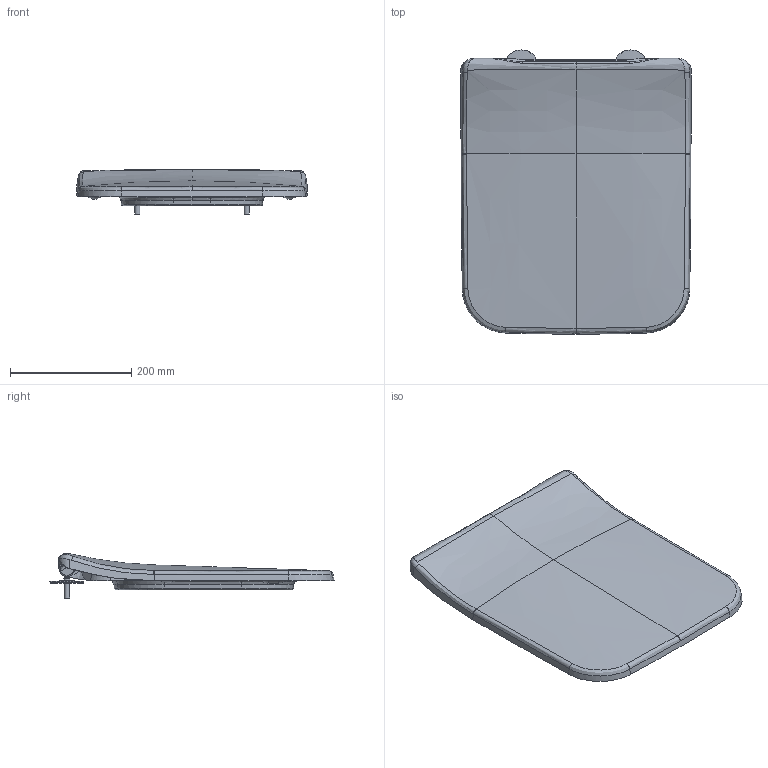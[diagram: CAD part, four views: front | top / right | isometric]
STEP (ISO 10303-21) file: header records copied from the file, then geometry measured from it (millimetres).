
FILE_DESCRIPTION(/* description */ (''),/* implementation_level */ '2;1');
FILE_NAME(/* name */ '8M20S1_8M51S1_9M79S1_9M95S1_WCS.stp',/* time_stamp */ '2021-10-20T10:55:03+02:00',/* author */ (''),/* organization */ (''),/* preprocessor_version */ 'ST-DEVELOPER v18.1',/* originating_system */ 'SIEMENS PLM Software NX 1973',/* authorisation */ '');
FILE_SCHEMA (('AUTOMOTIVE_DESIGN { 1 0 10303 214 3 1 1 1 }'));
Length unit declared in the file: millimetre
Products named in the file (1): Muel613821549hg4
Bounding box: 378.96 x 468 x 74.48 mm (x, y, z)
Volume: 1600509.9 mm3; surface area: 635710.5 mm2
Topology: 10 solids, 10 shells, 589 faces, 1444 edges, 859 vertices
Faces by surface type: bspline 315, cylinder 106, plane 48, torus 45, cone 39, sphere 26, extrusion 10
Full cylindrical faces by diameter (mm): 8 x4, 8.5 x2, 8.85 x4, 9 x2, 9.1 x4, 9.5 x2, 10 x2, 21.9 x2
Entity records: 48244 total; most frequent: CARTESIAN_POINT 37378, ORIENTED_EDGE 2680, DIRECTION 1505, EDGE_CURVE 1340, VERTEX_POINT 822, B_SPLINE_CURVE_WITH_KNOTS 689, AXIS2_PLACEMENT_3D 669, EDGE_LOOP 650
